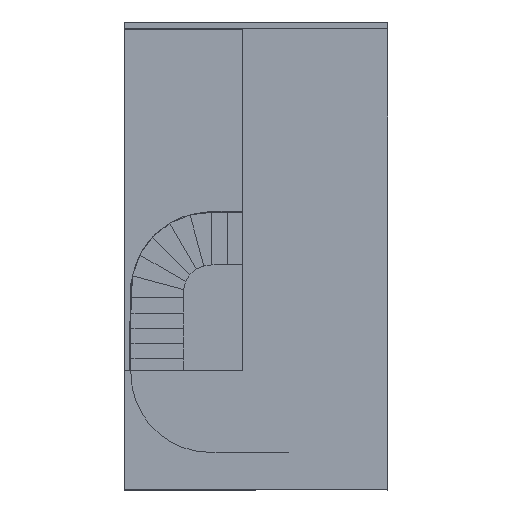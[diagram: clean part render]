
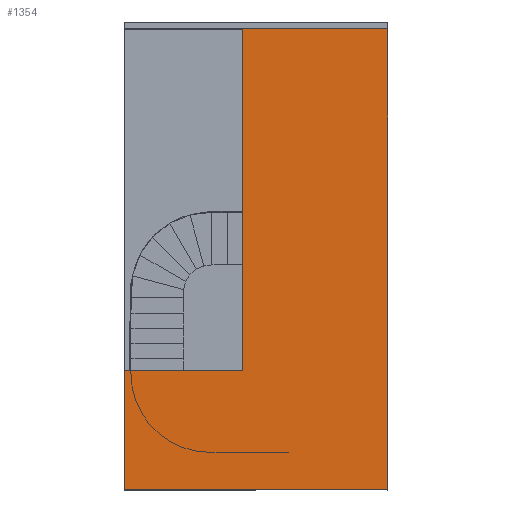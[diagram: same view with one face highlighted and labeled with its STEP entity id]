
A CAD part, top view. The second image highlights one B-rep face of the part: STEP entity #1354.
In plain terms, the highlighted planar face has unit normal (0, 0, 1).
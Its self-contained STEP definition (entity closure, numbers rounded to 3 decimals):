
#479 = CARTESIAN_POINT ( 'NONE',  ( -200., 3500., 3790. ) ) ;
#484 = CARTESIAN_POINT ( 'NONE',  ( 2000., 3500., 3790. ) ) ;
#485 = CARTESIAN_POINT ( 'NONE',  ( 2000., -3500., 3790. ) ) ;
#495 = CARTESIAN_POINT ( 'NONE',  ( -200., -1685., 3790. ) ) ;
#500 = CARTESIAN_POINT ( 'NONE',  ( -2000., -1685., 3790. ) ) ;
#501 = CARTESIAN_POINT ( 'NONE',  ( -2000., -3500., 3790. ) ) ;
#841 = CARTESIAN_POINT ( 'NONE',  ( -9000.714, 3500., 3790. ) ) ;
#855 = CARTESIAN_POINT ( 'NONE',  ( 2000., 3500., 3790. ) ) ;
#856 = DIRECTION ( 'NONE',  ( 0., -1., 0. ) ) ;
#892 = DIRECTION ( 'NONE',  ( 1., 0., 0. ) ) ;
#900 = CARTESIAN_POINT ( 'NONE',  ( -200., -1685., 3790. ) ) ;
#906 = DIRECTION ( 'NONE',  ( -1., 0., 0. ) ) ;
#907 = CARTESIAN_POINT ( 'NONE',  ( -200., -1685., 3790. ) ) ;
#914 = DIRECTION ( 'NONE',  ( 0., -1., 0. ) ) ;
#915 = CARTESIAN_POINT ( 'NONE',  ( -2000., 3500., 3790. ) ) ;
#916 = DIRECTION ( 'NONE',  ( 0., 1., 0. ) ) ;
#917 = CARTESIAN_POINT ( 'NONE',  ( -9000.714, -3500., 3790. ) ) ;
#918 = DIRECTION ( 'NONE',  ( 1., 0., 0. ) ) ;
#1354 = ADVANCED_FACE ( 'NONE', ( #3007 ), #3580, .T. ) ;
#1987 = EDGE_LOOP ( 'NONE', ( #2341, #2342, #2343, #2344, #2345, #2346 ) ) ;
#2260 = VERTEX_POINT ( 'NONE', #479 ) ;
#2265 = VERTEX_POINT ( 'NONE', #484 ) ;
#2266 = VERTEX_POINT ( 'NONE', #485 ) ;
#2276 = VERTEX_POINT ( 'NONE', #495 ) ;
#2281 = VERTEX_POINT ( 'NONE', #500 ) ;
#2282 = VERTEX_POINT ( 'NONE', #501 ) ;
#2341 = ORIENTED_EDGE ( 'NONE', *, *, #2554, .T. ) ;
#2342 = ORIENTED_EDGE ( 'NONE', *, *, #2550, .T. ) ;
#2343 = ORIENTED_EDGE ( 'NONE', *, *, #2555, .F. ) ;
#2344 = ORIENTED_EDGE ( 'NONE', *, *, #2556, .T. ) ;
#2345 = ORIENTED_EDGE ( 'NONE', *, *, #2525, .F. ) ;
#2346 = ORIENTED_EDGE ( 'NONE', *, *, #2543, .F. ) ;
#2525 = EDGE_CURVE ( 'NONE', #2265, #2266, #4462, .T. ) ;
#2543 = EDGE_CURVE ( 'NONE', #2260, #2265, #4452, .T. ) ;
#2550 = EDGE_CURVE ( 'NONE', #2276, #2281, #4510, .T. ) ;
#2554 = EDGE_CURVE ( 'NONE', #2260, #2276, #4518, .T. ) ;
#2555 = EDGE_CURVE ( 'NONE', #2282, #2281, #4522, .T. ) ;
#2556 = EDGE_CURVE ( 'NONE', #2282, #2266, #4524, .T. ) ;
#3007 = FACE_OUTER_BOUND ( 'NONE', #1987, .T. ) ;
#3580 = PLANE ( 'NONE',  #3918 ) ;
#3581 = CARTESIAN_POINT ( 'NONE',  ( -9000.714, 3500., 3790. ) ) ;
#3586 = DIRECTION ( 'NONE',  ( 0., 0., 1. ) ) ;
#3587 = DIRECTION ( 'NONE',  ( 0., -1., 0. ) ) ;
#3918 = AXIS2_PLACEMENT_3D ( 'NONE', #3581, #3586, #3587 ) ;
#4452 = LINE ( 'NONE', #841, #4501 ) ;
#4462 = LINE ( 'NONE', #855, #4465 ) ;
#4465 = VECTOR ( 'NONE', #856, 1000. ) ;
#4501 = VECTOR ( 'NONE', #892, 1000. ) ;
#4510 = LINE ( 'NONE', #900, #4515 ) ;
#4515 = VECTOR ( 'NONE', #906, 1000. ) ;
#4518 = LINE ( 'NONE', #907, #4523 ) ;
#4522 = LINE ( 'NONE', #915, #4525 ) ;
#4523 = VECTOR ( 'NONE', #914, 1000. ) ;
#4524 = LINE ( 'NONE', #917, #4527 ) ;
#4525 = VECTOR ( 'NONE', #916, 1000. ) ;
#4527 = VECTOR ( 'NONE', #918, 1000. ) ;
